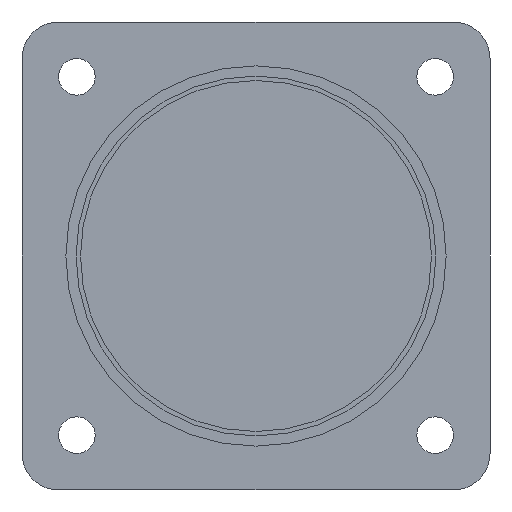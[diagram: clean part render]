
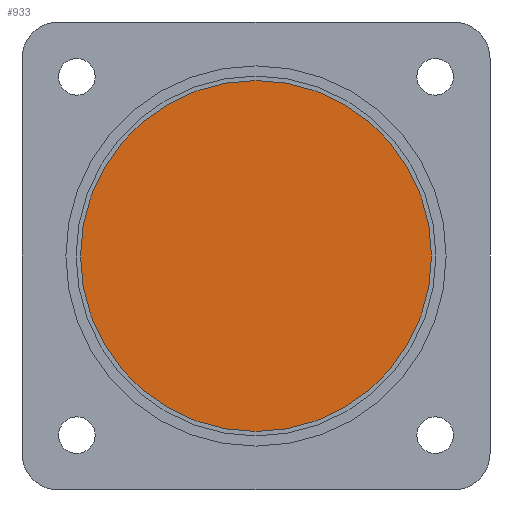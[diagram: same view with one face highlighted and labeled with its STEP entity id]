
A CAD part, front view. The second image highlights one B-rep face of the part: STEP entity #933.
In plain terms, the highlighted planar face has unit normal (0, -1, 0).
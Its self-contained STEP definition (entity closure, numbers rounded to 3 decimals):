
#13 = EDGE_CURVE ( 'NONE', #892, #509, #477, .T. ) ;
#41 = AXIS2_PLACEMENT_3D ( 'NONE', #498, #846, #514 ) ;
#175 = AXIS2_PLACEMENT_3D ( 'NONE', #573, #490, #189 ) ;
#189 = DIRECTION ( 'NONE',  ( 0., 0., -1. ) ) ;
#225 = DIRECTION ( 'NONE',  ( 0., 0., -1. ) ) ;
#255 = EDGE_LOOP ( 'NONE', ( #943, #883 ) ) ;
#387 = PLANE ( 'NONE',  #755 ) ;
#477 = CIRCLE ( 'NONE', #41, 24. ) ;
#490 = DIRECTION ( 'NONE',  ( 0., -1., 0. ) ) ;
#498 = CARTESIAN_POINT ( 'NONE',  ( 0., -120., 0. ) ) ;
#509 = VERTEX_POINT ( 'NONE', #989 ) ;
#514 = DIRECTION ( 'NONE',  ( 0., 0., -1. ) ) ;
#573 = CARTESIAN_POINT ( 'NONE',  ( 0., -120., 0. ) ) ;
#755 = AXIS2_PLACEMENT_3D ( 'NONE', #1027, #1011, #225 ) ;
#791 = CIRCLE ( 'NONE', #175, 24. ) ;
#846 = DIRECTION ( 'NONE',  ( 0., -1., 0. ) ) ;
#883 = ORIENTED_EDGE ( 'NONE', *, *, #13, .T. ) ;
#892 = VERTEX_POINT ( 'NONE', #902 ) ;
#898 = EDGE_CURVE ( 'NONE', #509, #892, #791, .T. ) ;
#902 = CARTESIAN_POINT ( 'NONE',  ( 0., -120., 24. ) ) ;
#933 = ADVANCED_FACE ( 'NONE', ( #944 ), #387, .T. ) ;
#943 = ORIENTED_EDGE ( 'NONE', *, *, #898, .T. ) ;
#944 = FACE_OUTER_BOUND ( 'NONE', #255, .T. ) ;
#989 = CARTESIAN_POINT ( 'NONE',  ( 0., -120., -24. ) ) ;
#1011 = DIRECTION ( 'NONE',  ( 0., -1., 0. ) ) ;
#1027 = CARTESIAN_POINT ( 'NONE',  ( 24., -120., 0. ) ) ;
